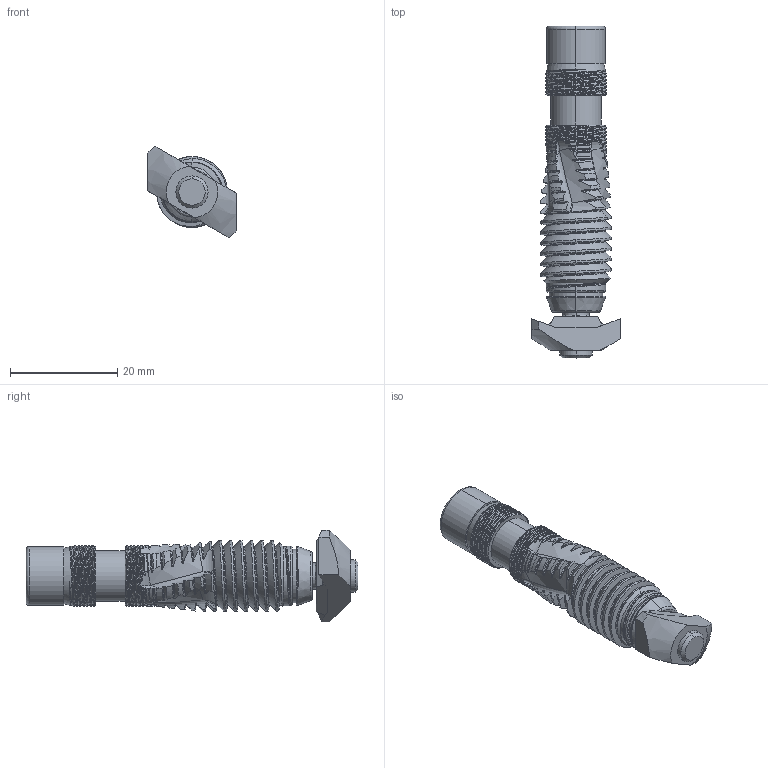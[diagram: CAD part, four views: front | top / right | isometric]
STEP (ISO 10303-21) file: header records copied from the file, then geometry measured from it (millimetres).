
FILE_DESCRIPTION (( 'STEP AP214' ), '1' );
FILE_NAME ('40-6 Std Threaded Insert w_Drop-in Nut Kit(40CTI-0410-001-04).STEP', '2023-07-31T16:12:20', ( '' ), ( '' ), 'SwSTEP 2.0', 'SolidWorks 2020', '' );
FILE_SCHEMA (( 'AUTOMOTIVE_DESIGN' ));
Length unit declared in the file: millimetre
Products named in the file (1): 40-6 Std Threaded Insert w_Drop-in Nut Kit(40CTI-0410-001-04)
Bounding box: 16.51 x 62 x 17.09 mm (x, y, z)
Volume: 5333.3 mm3; surface area: 5366.4 mm2
Topology: 3 solids, 3 shells, 486 faces, 1356 edges, 884 vertices
Faces by surface type: bspline 216, cylinder 118, plane 70, cone 61, torus 21
Entity records: 258666 total; most frequent: CARTESIAN_POINT 243838, ORIENTED_EDGE 2708, EDGE_CURVE 1354, DIRECTION 1042, VERTEX_POINT 884, B_SPLINE_CURVE_WITH_KNOTS 681, EDGE_LOOP 500, UNCERTAINTY_MEASURE_WITH_UNIT 491
